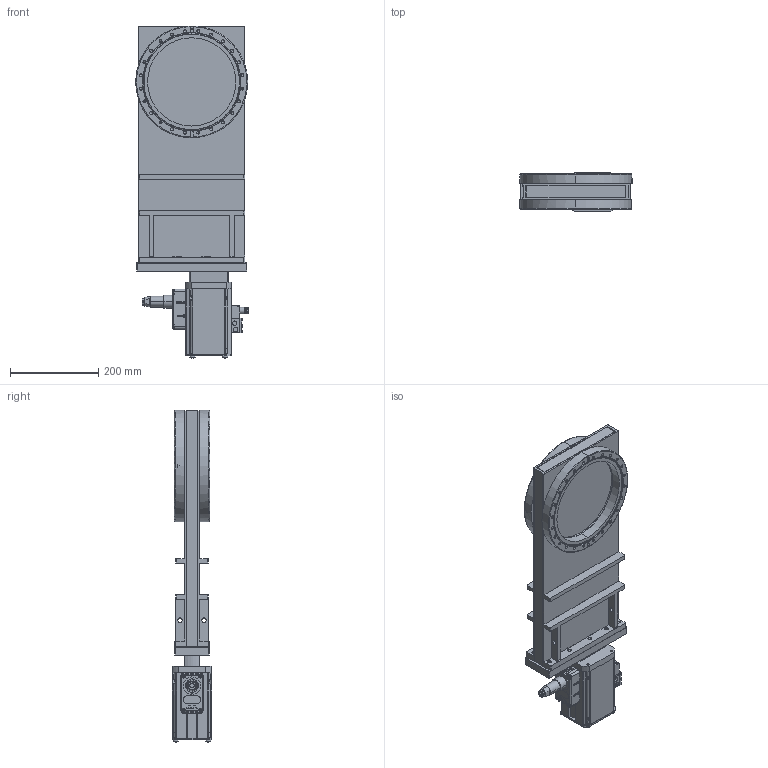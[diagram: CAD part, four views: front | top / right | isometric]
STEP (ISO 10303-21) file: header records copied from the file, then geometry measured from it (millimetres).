
FILE_DESCRIPTION (( 'STEP AP214' ), '1' );
FILE_NAME ('PF F98 131 A. .step', '2018-05-22T11:18:50', ( 'install' ), ( '' ), 'SwSTEP 2.0', 'SolidWorks 2015', '' );
FILE_SCHEMA (( 'AUTOMOTIVE_DESIGN' ));
Length unit declared in the file: millimetre
Products named in the file (1): PF F98 131 A. 
Bounding box: 254.5 x 90 x 752.45 mm (x, y, z)
Surface area: 1133973.1 mm2 (no closed solid volume)
Topology: 0 solids, 87 shells, 3466 faces, 8775 edges, 5594 vertices
Faces by surface type: plane 1854, cylinder 986, bspline 361, cone 265
Entity records: 156972 total; most frequent: CARTESIAN_POINT 36491, ORIENTED_EDGE 17176, DIRECTION 16107, EDGE_CURVE 8591, VERTEX_POINT 5594, LINE 5437, VECTOR 5437, AXIS2_PLACEMENT_3D 5335
